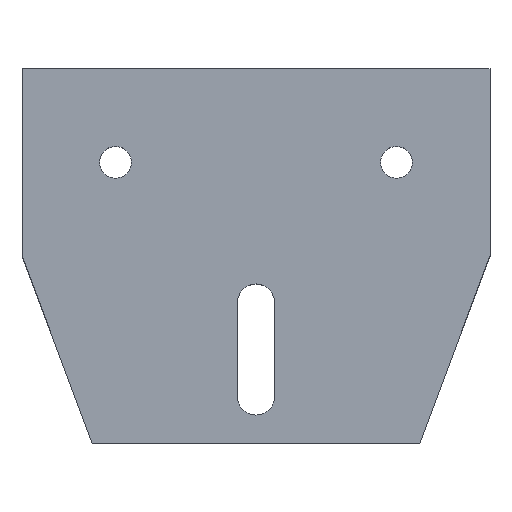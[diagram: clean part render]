
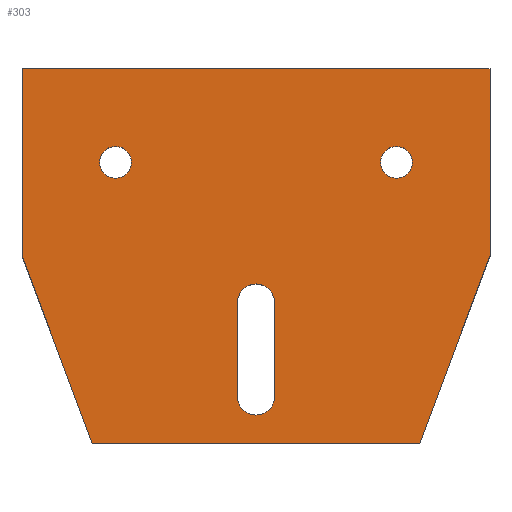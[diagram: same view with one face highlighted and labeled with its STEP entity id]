
A CAD part, top view. The second image highlights one B-rep face of the part: STEP entity #303.
In plain terms, the highlighted planar face has unit normal (0, 0, 1).
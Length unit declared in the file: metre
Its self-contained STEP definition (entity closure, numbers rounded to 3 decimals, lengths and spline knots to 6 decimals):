
#22=CIRCLE('',#339,0.0017);
#23=CIRCLE('',#340,0.0017);
#24=CIRCLE('',#341,0.002);
#25=CIRCLE('',#342,0.002);
#66=ORIENTED_EDGE('',*,*,#130,.T.);
#67=ORIENTED_EDGE('',*,*,#131,.T.);
#68=ORIENTED_EDGE('',*,*,#132,.F.);
#69=ORIENTED_EDGE('',*,*,#133,.F.);
#70=ORIENTED_EDGE('',*,*,#134,.F.);
#71=ORIENTED_EDGE('',*,*,#135,.T.);
#72=ORIENTED_EDGE('',*,*,#106,.F.);
#73=ORIENTED_EDGE('',*,*,#110,.F.);
#74=ORIENTED_EDGE('',*,*,#113,.T.);
#75=ORIENTED_EDGE('',*,*,#116,.T.);
#76=ORIENTED_EDGE('',*,*,#119,.T.);
#77=ORIENTED_EDGE('',*,*,#122,.F.);
#106=EDGE_CURVE('',#144,#145,#172,.T.);
#110=EDGE_CURVE('',#148,#144,#176,.T.);
#113=EDGE_CURVE('',#148,#150,#179,.T.);
#116=EDGE_CURVE('',#150,#152,#182,.T.);
#119=EDGE_CURVE('',#152,#154,#185,.T.);
#122=EDGE_CURVE('',#145,#154,#188,.T.);
#130=EDGE_CURVE('',#162,#162,#22,.F.);
#131=EDGE_CURVE('',#163,#163,#23,.F.);
#132=EDGE_CURVE('',#164,#165,#24,.T.);
#133=EDGE_CURVE('',#166,#164,#192,.T.);
#134=EDGE_CURVE('',#167,#166,#25,.T.);
#135=EDGE_CURVE('',#167,#165,#193,.T.);
#144=VERTEX_POINT('',#448);
#145=VERTEX_POINT('',#449);
#148=VERTEX_POINT('',#457);
#150=VERTEX_POINT('',#463);
#152=VERTEX_POINT('',#469);
#154=VERTEX_POINT('',#475);
#162=VERTEX_POINT('',#497);
#163=VERTEX_POINT('',#499);
#164=VERTEX_POINT('',#501);
#165=VERTEX_POINT('',#502);
#166=VERTEX_POINT('',#504);
#167=VERTEX_POINT('',#506);
#172=LINE('',#447,#198);
#176=LINE('',#456,#202);
#179=LINE('',#462,#205);
#182=LINE('',#468,#208);
#185=LINE('',#474,#211);
#188=LINE('',#480,#214);
#192=LINE('',#503,#218);
#193=LINE('',#507,#219);
#198=VECTOR('',#361,1.);
#202=VECTOR('',#367,1.);
#205=VECTOR('',#372,1.);
#208=VECTOR('',#377,1.);
#211=VECTOR('',#382,1.);
#214=VECTOR('',#387,1.);
#218=VECTOR('',#409,1.);
#219=VECTOR('',#412,1.);
#234=EDGE_LOOP('',(#66));
#235=EDGE_LOOP('',(#67));
#236=EDGE_LOOP('',(#68,#69,#70,#71));
#237=EDGE_LOOP('',(#72,#73,#74,#75,#76,#77));
#264=FACE_BOUND('',#234,.T.);
#265=FACE_BOUND('',#235,.T.);
#266=FACE_BOUND('',#236,.T.);
#267=FACE_BOUND('',#237,.T.);
#291=PLANE('',#338);
#303=ADVANCED_FACE('',(#264,#265,#266,#267),#291,.T.);
#338=AXIS2_PLACEMENT_3D('',#495,#401,#402);
#339=AXIS2_PLACEMENT_3D('',#496,#403,#404);
#340=AXIS2_PLACEMENT_3D('',#498,#405,#406);
#341=AXIS2_PLACEMENT_3D('',#500,#407,#408);
#342=AXIS2_PLACEMENT_3D('',#505,#410,#411);
#361=DIRECTION('',(0.,1.,0.));
#367=DIRECTION('',(-0.351,0.936,0.));
#372=DIRECTION('',(1.,0.,0.));
#377=DIRECTION('',(0.351,0.936,0.));
#382=DIRECTION('',(0.,1.,0.));
#387=DIRECTION('',(1.,0.,0.));
#401=DIRECTION('',(0.,0.,1.));
#402=DIRECTION('',(1.,0.,0.));
#403=DIRECTION('',(0.,0.,1.));
#404=DIRECTION('',(1.,0.,0.));
#405=DIRECTION('',(0.,0.,1.));
#406=DIRECTION('',(1.,0.,0.));
#407=DIRECTION('',(0.,0.,1.));
#408=DIRECTION('',(1.,0.,0.));
#409=DIRECTION('',(0.,1.,0.));
#410=DIRECTION('',(0.,0.,1.));
#411=DIRECTION('',(1.,0.,0.));
#412=DIRECTION('',(0.,1.,0.));
#447=CARTESIAN_POINT('',(0.,0.01,0.));
#448=CARTESIAN_POINT('',(0.,0.,0.));
#449=CARTESIAN_POINT('',(0.,0.02,0.));
#456=CARTESIAN_POINT('',(0.00375,-0.01,0.));
#457=CARTESIAN_POINT('',(0.0075,-0.02,0.));
#462=CARTESIAN_POINT('',(0.025,-0.02,0.));
#463=CARTESIAN_POINT('',(0.0425,-0.02,0.));
#468=CARTESIAN_POINT('',(0.04625,-0.01,0.));
#469=CARTESIAN_POINT('',(0.05,0.,0.));
#474=CARTESIAN_POINT('',(0.05,0.01,0.));
#475=CARTESIAN_POINT('',(0.05,0.02,0.));
#480=CARTESIAN_POINT('',(0.025,0.02,0.));
#495=CARTESIAN_POINT('',(0.025,0.,0.));
#496=CARTESIAN_POINT('',(0.01,0.01,0.));
#497=CARTESIAN_POINT('',(0.0117,0.01,0.));
#498=CARTESIAN_POINT('',(0.04,0.01,0.));
#499=CARTESIAN_POINT('',(0.0417,0.01,0.));
#500=CARTESIAN_POINT('',(0.025,-0.005,0.));
#501=CARTESIAN_POINT('',(0.027,-0.005,0.));
#502=CARTESIAN_POINT('',(0.023,-0.005,0.));
#503=CARTESIAN_POINT('',(0.027,-0.01,0.));
#504=CARTESIAN_POINT('',(0.027,-0.015,0.));
#505=CARTESIAN_POINT('',(0.025,-0.015,0.));
#506=CARTESIAN_POINT('',(0.023,-0.015,0.));
#507=CARTESIAN_POINT('',(0.023,-0.01,0.));
